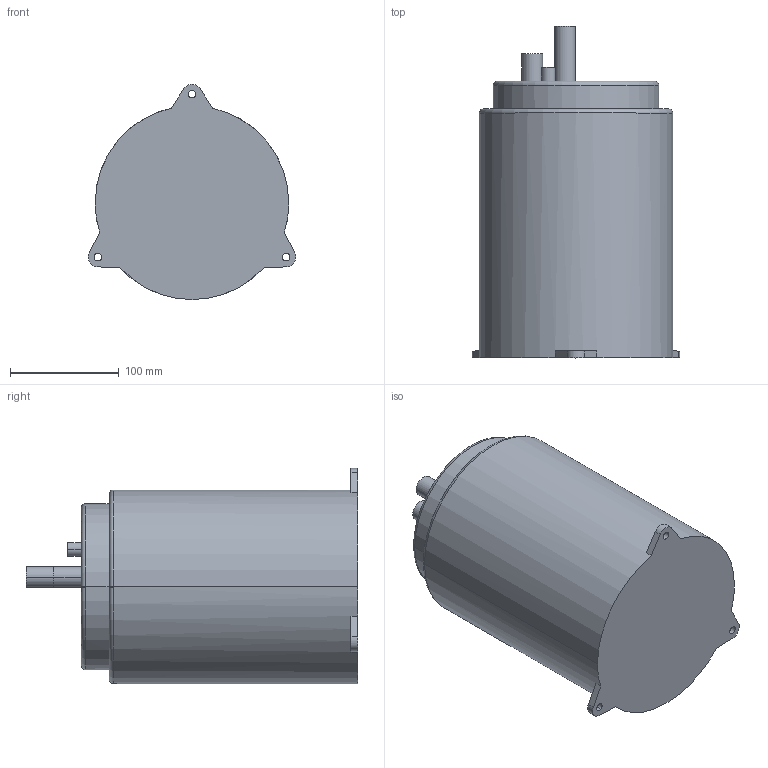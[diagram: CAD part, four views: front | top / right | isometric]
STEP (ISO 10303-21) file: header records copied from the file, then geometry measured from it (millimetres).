
FILE_DESCRIPTION(('produced by SPATIAL CORP'),'2;1');
FILE_NAME( 'cm56-491.prt.hh.sat.stp', '2002-04-19T13:33:44+00:00',('SPATIAL CORP'),('SPATIAL CORP'), 'ACIS STEP Husk','http://www.spatial.com','SPATIAL CORP');
FILE_SCHEMA(('CONFIG_CONTROL_DESIGN'));
Length unit declared in the file: millimetre
Products named in the file (1): PRODUCT_ID_1
Bounding box: 190.71 x 304.8 x 197.64 mm (x, y, z)
Volume: 6167389.2 mm3; surface area: 196250.1 mm2
Topology: 1 solids, 1 shells, 42 faces, 104 edges, 68 vertices
Faces by surface type: cylinder 19, plane 15, torus 8
Entity records: 1287 total; most frequent: DIRECTION 216, ORIENTED_EDGE 208, CARTESIAN_POINT 196, EDGE_CURVE 104, AXIS2_PLACEMENT_3D 88, VERTEX_POINT 68, CIRCLE 60, EDGE_LOOP 52
